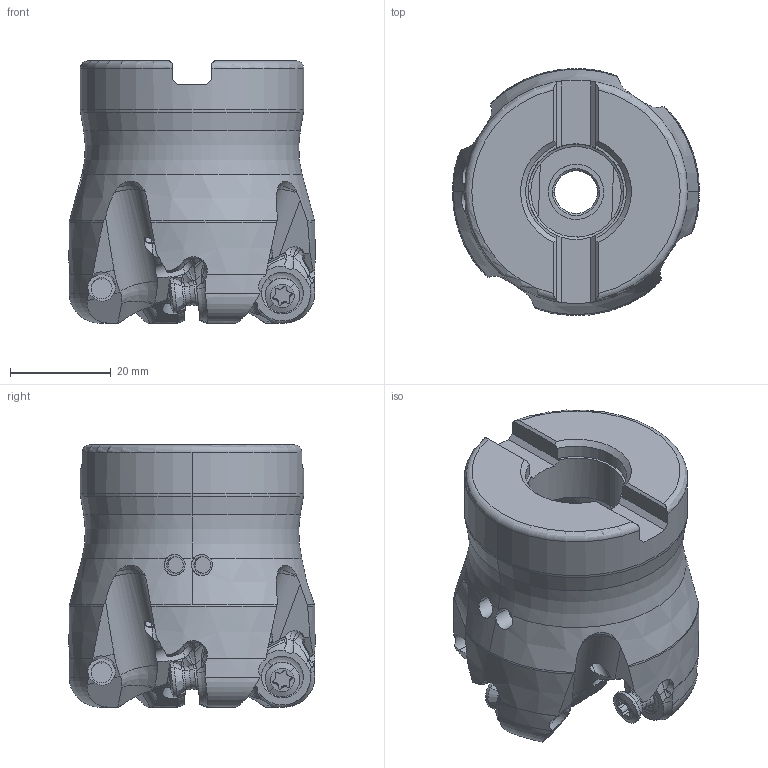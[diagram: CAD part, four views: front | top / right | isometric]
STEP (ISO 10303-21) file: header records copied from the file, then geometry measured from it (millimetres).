
FILE_DESCRIPTION(/* description */ (''),/* implementation_level */ '2;1');
FILE_NAME(/* name */ 'WWX400UR2_0004AA.stp',/* time_stamp */ '2020-04-21T17:34:15+09:00',/* author */ (''),/* organization */ (''),/* preprocessor_version */ 'ST-DEVELOPER v16',/* originating_system */ 'SIEMENS PLM Software NX 10.0',/* authorisation */ '');
FILE_SCHEMA (('AUTOMOTIVE_DESIGN { 1 0 10303 214 3 1 1 1 }'));
Length unit declared in the file: millimetre
Products named in the file (1): WWX400UR2_0004AA_ASM
Bounding box: 49.08 x 49.08 x 52.19 mm (x, y, z)
Volume: 57297.6 mm3; surface area: 17553.1 mm2
Topology: 6 solids, 6 shells, 608 faces, 1743 edges, 1128 vertices
Faces by surface type: cylinder 228, plane 134, bspline 68, sphere 68, torus 46, cone 44, extrusion 20
Entity records: 37874 total; most frequent: CARTESIAN_POINT 22800, ORIENTED_EDGE 3422, DIRECTION 2792, EDGE_CURVE 1711, AXIS2_PLACEMENT_3D 1193, VERTEX_POINT 1121, B_SPLINE_CURVE_WITH_KNOTS 699, EDGE_LOOP 638
